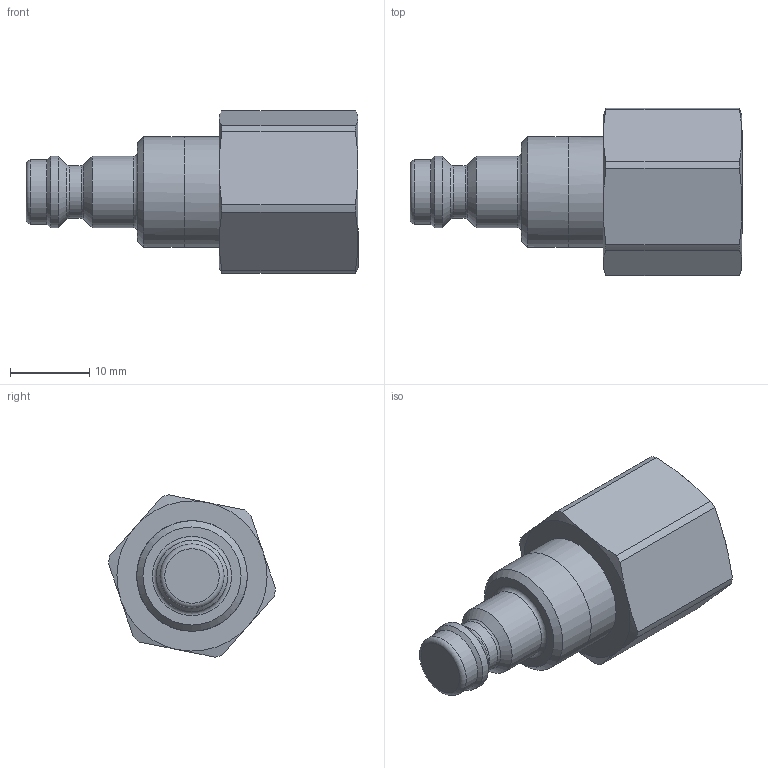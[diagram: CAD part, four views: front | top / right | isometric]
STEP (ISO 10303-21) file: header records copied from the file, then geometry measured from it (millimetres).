
FILE_DESCRIPTION((''),'2;1');
FILE_NAME('21sbiw17mvx.stp','2015-01-07T10:16:25',('SSC01480'),(''),'Autodesk Inventor 2013','Autodesk Inventor 2013','');
FILE_SCHEMA(('AUTOMOTIVE_DESIGN { 1 0 10303 214 1 1 1 1 }'));
Length unit declared in the file: millimetre
Products named in the file (1): D113095
Bounding box: 42 x 21.15 x 20.56 mm (x, y, z)
Volume: 6184.3 mm3; surface area: 3247.4 mm2
Topology: 1 solids, 3 shells, 54 faces, 119 edges, 70 vertices
Faces by surface type: cone 21, cylinder 17, plane 11, torus 5
Full cylindrical faces by diameter (mm): 6.335 x1, 6.65 x1, 7.2 x1, 8.1 x1, 9 x2, 11 x1, 11.46 x1, 14 x2, 14.95 x1
Entity records: 1367 total; most frequent: CARTESIAN_POINT 257, DIRECTION 228, ORIENTED_EDGE 178, AXIS2_PLACEMENT_3D 108, EDGE_CURVE 89, EDGE_LOOP 82, VERTEX_POINT 65, FACE_OUTER_BOUND 54
